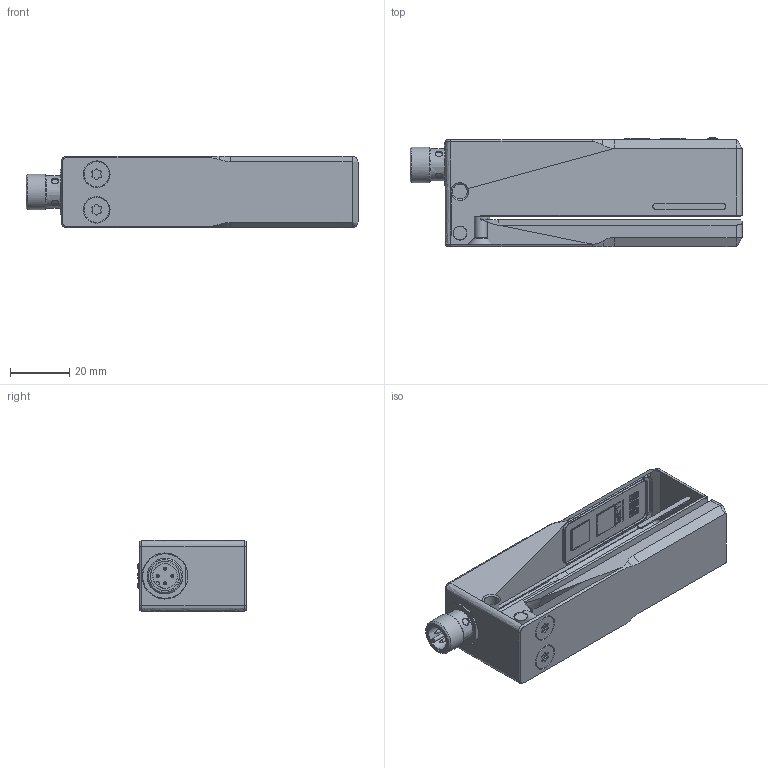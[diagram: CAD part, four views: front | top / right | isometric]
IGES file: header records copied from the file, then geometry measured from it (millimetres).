
Global section: file name: KGUTI-80-1-G3-B4; native system: Autodesk Inventor 2022; preprocessor: unknown; author: S. Sandt; organization: di-soric GmbH & Co. KG; date: 20230316.132739; units: millimetre
Bounding box: 111.8 x 36.7 x 24 mm (x, y, z)
Volume: 83188.2 mm3; surface area: 21740.4 mm2
Topology: 1 solids, 8 shells, 568 faces, 1415 edges, 897 vertices
Faces by surface type: bspline 568
